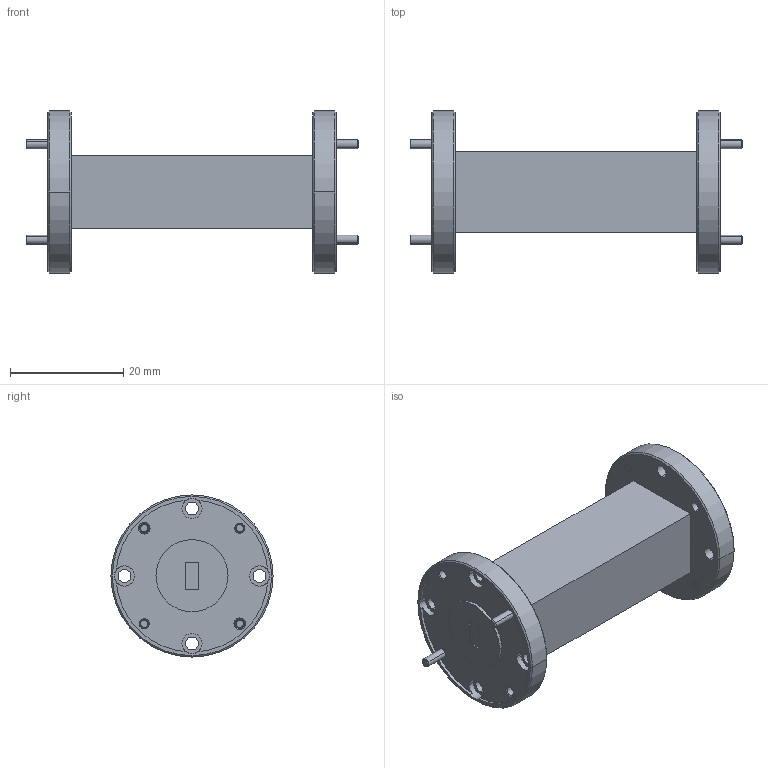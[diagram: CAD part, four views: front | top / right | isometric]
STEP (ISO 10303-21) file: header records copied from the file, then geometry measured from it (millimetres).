
FILE_DESCRIPTION (( 'STEP AP203' ), '1' );
FILE_NAME ('WF-BU-A.STEP', '2022-06-17T19:02:58', ( '' ), ( '' ), 'SwSTEP 2.0', 'SolidWorks 2021', '' );
FILE_SCHEMA (( 'CONFIG_CONTROL_DESIGN' ));
Length unit declared in the file: inch
Products named in the file (1): WF-BU-A
Bounding box: 58.55 x 28.57 x 28.57 mm (x, y, z)
Volume: 12150.1 mm3; surface area: 6785 mm2
Topology: 5 solids, 5 shells, 390 faces, 826 edges, 484 vertices
Faces by surface type: cone 150, plane 128, cylinder 112
Entity records: 10785 total; most frequent: CARTESIAN_POINT 2131, DIRECTION 1928, ORIENTED_EDGE 1652, EDGE_CURVE 826, AXIS2_PLACEMENT_3D 781, VERTEX_POINT 484, EDGE_LOOP 460, CIRCLE 390
